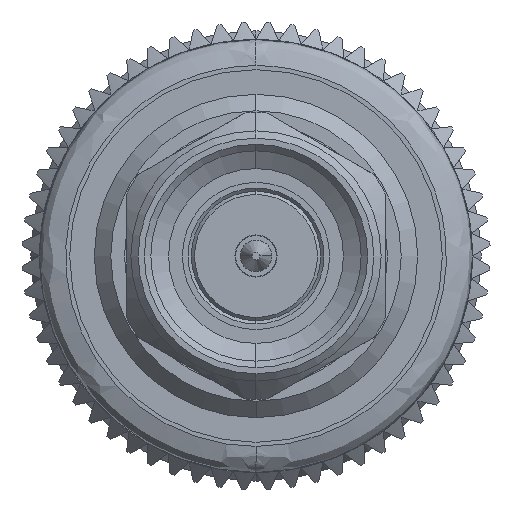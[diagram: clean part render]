
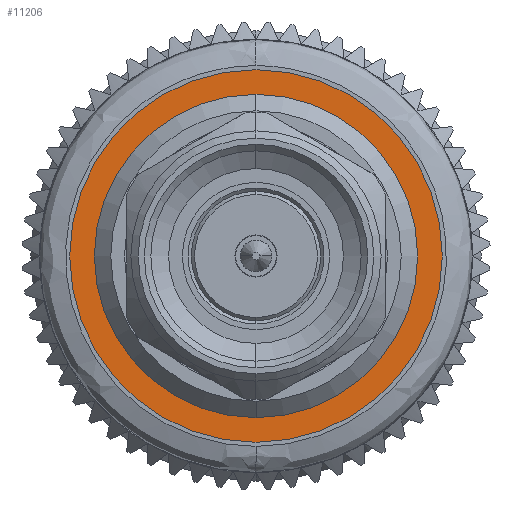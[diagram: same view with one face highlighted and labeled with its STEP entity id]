
A CAD part, left-side view. The second image highlights one B-rep face of the part: STEP entity #11206.
In plain terms, the highlighted face is planar.
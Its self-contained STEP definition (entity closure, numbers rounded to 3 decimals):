
#836 = CARTESIAN_POINT ( 'NONE',  ( 19.901, 0., 0. ) ) ;
#1021 = DIRECTION ( 'NONE',  ( 1., 0., 0. ) ) ;
#2154 = CARTESIAN_POINT ( 'NONE',  ( 19.901, 0., 0. ) ) ;
#2806 = FACE_BOUND ( 'NONE', #13251, .T. ) ;
#2814 = AXIS2_PLACEMENT_3D ( 'NONE', #10756, #7833, #6448 ) ;
#2963 = ORIENTED_EDGE ( 'NONE', *, *, #12500, .T. ) ;
#3446 = AXIS2_PLACEMENT_3D ( 'NONE', #9727, #1021, #9627 ) ;
#3583 = CARTESIAN_POINT ( 'NONE',  ( 19.901, 0., 4.995 ) ) ;
#4082 = ORIENTED_EDGE ( 'NONE', *, *, #13351, .T. ) ;
#5313 = VERTEX_POINT ( 'NONE', #12196 ) ;
#5420 = DIRECTION ( 'NONE',  ( 0., 0., 1. ) ) ;
#5933 = PLANE ( 'NONE',  #11557 ) ;
#6303 = ORIENTED_EDGE ( 'NONE', *, *, #15599, .T. ) ;
#6448 = DIRECTION ( 'NONE',  ( 0., 0., 1. ) ) ;
#6549 = DIRECTION ( 'NONE',  ( -1., 0., 0. ) ) ;
#6728 = ORIENTED_EDGE ( 'NONE', *, *, #16622, .T. ) ;
#7634 = AXIS2_PLACEMENT_3D ( 'NONE', #2154, #6549, #13905 ) ;
#7833 = DIRECTION ( 'NONE',  ( -1., 0., 0. ) ) ;
#9627 = DIRECTION ( 'NONE',  ( 0., 0., 1. ) ) ;
#9727 = CARTESIAN_POINT ( 'NONE',  ( 19.901, 0., 0. ) ) ;
#10286 = VERTEX_POINT ( 'NONE', #14293 ) ;
#10636 = DIRECTION ( 'NONE',  ( 1., 0., 0. ) ) ;
#10756 = CARTESIAN_POINT ( 'NONE',  ( 19.901, 0., 0. ) ) ;
#11206 = ADVANCED_FACE ( 'NONE', ( #2806, #19343 ), #5933, .T. ) ;
#11273 = CIRCLE ( 'NONE', #2814, 4.995 ) ;
#11350 = CIRCLE ( 'NONE', #14794, 5.757 ) ;
#11557 = AXIS2_PLACEMENT_3D ( 'NONE', #12303, #10636, #12397 ) ;
#12196 = CARTESIAN_POINT ( 'NONE',  ( 19.901, 0., 5.757 ) ) ;
#12303 = CARTESIAN_POINT ( 'NONE',  ( 19.901, 0., 0. ) ) ;
#12397 = DIRECTION ( 'NONE',  ( 0., 0., -1. ) ) ;
#12500 = EDGE_CURVE ( 'NONE', #15438, #5313, #16291, .T. ) ;
#13251 = EDGE_LOOP ( 'NONE', ( #6728, #4082 ) ) ;
#13351 = EDGE_CURVE ( 'NONE', #10286, #17660, #11273, .T. ) ;
#13905 = DIRECTION ( 'NONE',  ( 0., 0., 1. ) ) ;
#14293 = CARTESIAN_POINT ( 'NONE',  ( 19.901, 0., -4.995 ) ) ;
#14698 = EDGE_LOOP ( 'NONE', ( #6303, #2963 ) ) ;
#14794 = AXIS2_PLACEMENT_3D ( 'NONE', #836, #15704, #5420 ) ;
#15438 = VERTEX_POINT ( 'NONE', #16892 ) ;
#15599 = EDGE_CURVE ( 'NONE', #5313, #15438, #11350, .T. ) ;
#15704 = DIRECTION ( 'NONE',  ( 1., 0., 0. ) ) ;
#16291 = CIRCLE ( 'NONE', #3446, 5.757 ) ;
#16622 = EDGE_CURVE ( 'NONE', #17660, #10286, #19181, .T. ) ;
#16892 = CARTESIAN_POINT ( 'NONE',  ( 19.901, 0., -5.757 ) ) ;
#17660 = VERTEX_POINT ( 'NONE', #3583 ) ;
#19181 = CIRCLE ( 'NONE', #7634, 4.995 ) ;
#19343 = FACE_OUTER_BOUND ( 'NONE', #14698, .T. ) ;
